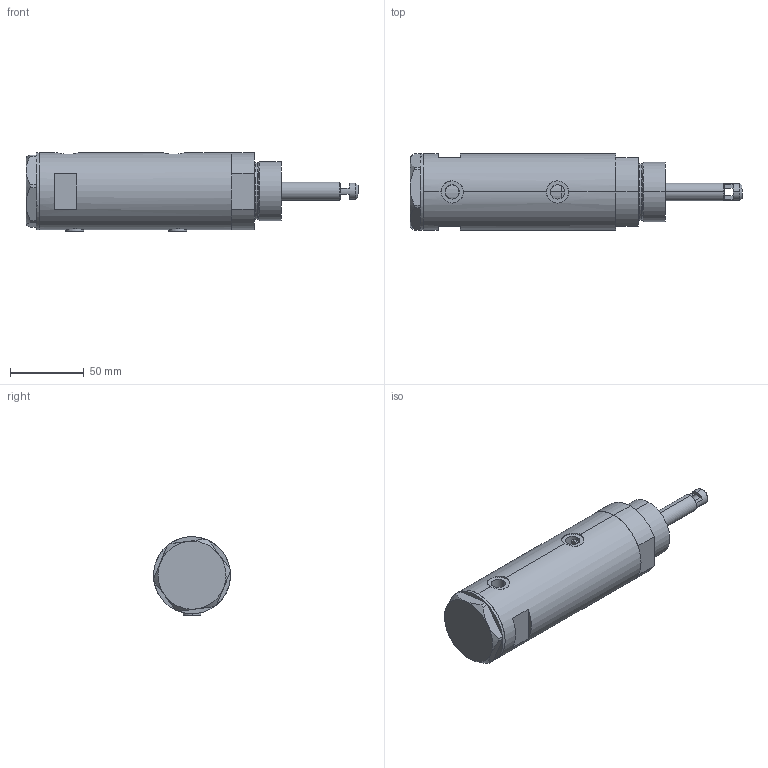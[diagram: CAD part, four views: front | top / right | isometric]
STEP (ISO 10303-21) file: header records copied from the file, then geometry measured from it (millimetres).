
FILE_DESCRIPTION (( 'STEP AP203' ), '1' );
FILE_NAME ('e7af.STEP', '2021-06-14T10:51:10', ( '' ), ( '' ), 'SwSTEP 2.0', 'SolidWorks 2019', '' );
FILE_SCHEMA (( 'CONFIG_CONTROL_DESIGN' ));
Length unit declared in the file: millimetre
Products named in the file (5): V270CG_VC e3ee7d9d09ffd063ac67b7ffea095b92; V270CG_FRONT e3ee7d9d09ffd063ac67b7ffea095b92; e7af; V270CG_MIDDLE e3ee7d9d09ffd063ac67b7ffea095b92; V270CG_BACK e3ee7d9d09ffd063ac67b7ffea095b92
Assembly tree (4 placements, depth 2):
  e7af
    V270CG_MIDDLE e3ee7d9d09ffd063ac67b7ffea095b92
    V270CG_BACK e3ee7d9d09ffd063ac67b7ffea095b92
    V270CG_FRONT e3ee7d9d09ffd063ac67b7ffea095b92
    V270CG_VC e3ee7d9d09ffd063ac67b7ffea095b92
Bounding box: 224.35 x 52 x 53.1 mm (x, y, z)
Volume: 319597.5 mm3; surface area: 72360.2 mm2
Topology: 4 solids, 4 shells, 142 faces, 345 edges, 211 vertices
Faces by surface type: plane 69, cylinder 53, cone 16, torus 4
Entity records: 5338 total; most frequent: CARTESIAN_POINT 1453, DIRECTION 739, ORIENTED_EDGE 686, EDGE_CURVE 343, AXIS2_PLACEMENT_3D 295, VERTEX_POINT 211, EDGE_LOOP 160, LINE 149
